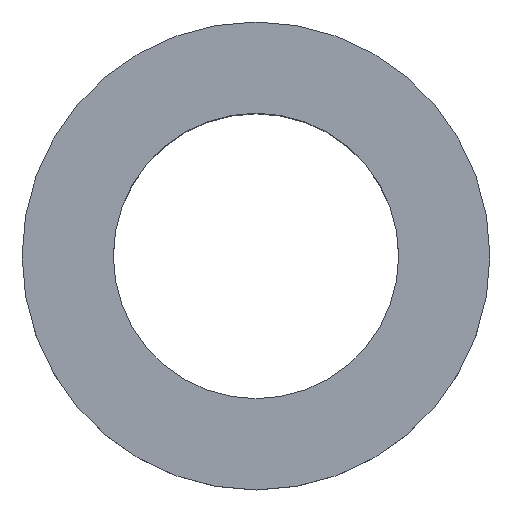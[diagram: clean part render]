
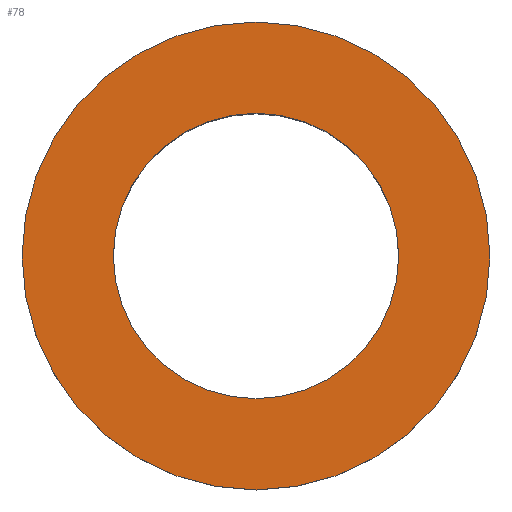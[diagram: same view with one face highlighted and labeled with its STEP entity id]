
A CAD part, top view. The second image highlights one B-rep face of the part: STEP entity #78.
In plain terms, the highlighted planar face has unit normal (0, 0, 1).
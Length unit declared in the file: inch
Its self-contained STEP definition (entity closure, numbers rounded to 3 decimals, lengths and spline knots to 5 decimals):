
#16=PLANE('',#91);
#21=FACE_BOUND('',#37,.T.);
#27=FACE_OUTER_BOUND('',#36,.T.);
#36=EDGE_LOOP('',(#66));
#37=EDGE_LOOP('',(#67));
#42=CIRCLE('',#84,0.1525);
#46=CIRCLE('',#90,0.25);
#48=VERTEX_POINT('',#123);
#52=VERTEX_POINT('',#133);
#54=EDGE_CURVE('',#48,#48,#42,.T.);
#58=EDGE_CURVE('',#52,#52,#46,.T.);
#66=ORIENTED_EDGE('',*,*,#58,.T.);
#67=ORIENTED_EDGE('',*,*,#54,.T.);
#78=ADVANCED_FACE('',(#27,#21),#16,.T.);
#84=AXIS2_PLACEMENT_3D('',#124,#99,#100);
#90=AXIS2_PLACEMENT_3D('',#134,#111,#112);
#91=AXIS2_PLACEMENT_3D('',#135,#113,#114);
#99=DIRECTION('center_axis',(0.,0.,-1.));
#100=DIRECTION('ref_axis',(1.,0.,0.));
#111=DIRECTION('center_axis',(0.,0.,1.));
#112=DIRECTION('ref_axis',(-1.,0.,0.));
#113=DIRECTION('center_axis',(0.,0.,1.));
#114=DIRECTION('ref_axis',(1.,0.,0.));
#123=CARTESIAN_POINT('',(-0.1525,0.,0.363));
#124=CARTESIAN_POINT('Origin',(0.,0.,0.363));
#133=CARTESIAN_POINT('',(0.25,0.,0.363));
#134=CARTESIAN_POINT('Origin',(0.,0.,0.363));
#135=CARTESIAN_POINT('Origin',(0.,0.,
0.363));
